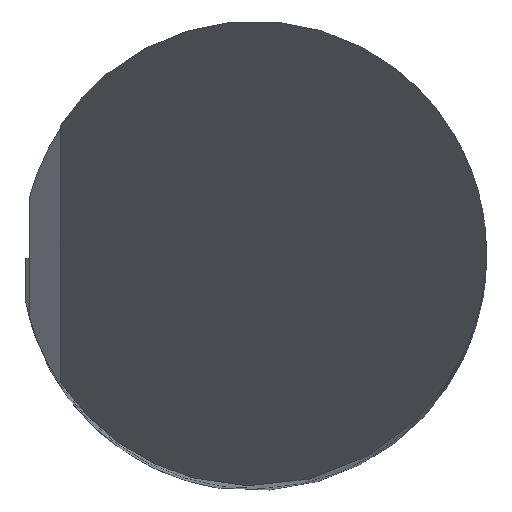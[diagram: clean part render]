
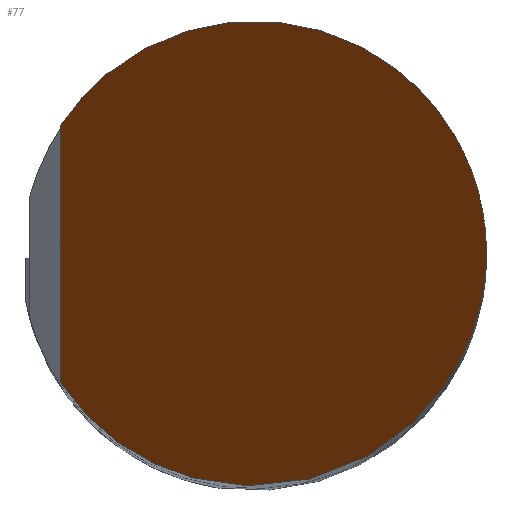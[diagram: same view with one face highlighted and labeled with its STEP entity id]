
A CAD part, top view. The second image highlights one B-rep face of the part: STEP entity #77.
In plain terms, the highlighted planar face has unit normal (-0.866, 0, 0.5).
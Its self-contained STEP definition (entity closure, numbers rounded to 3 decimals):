
#59=PLANE('',#396);
#77=ADVANCED_FACE('',(#100),#59,.F.);
#100=FACE_OUTER_BOUND('',#119,.T.);
#119=EDGE_LOOP('',(#211,#212));
#130=ELLIPSE('',#395,6.,3.);
#211=ORIENTED_EDGE('',*,*,#288,.F.);
#212=ORIENTED_EDGE('',*,*,#289,.T.);
#247=VERTEX_POINT('',#677);
#248=VERTEX_POINT('',#678);
#288=EDGE_CURVE('',#247,#248,#319,.T.);
#289=EDGE_CURVE('',#247,#248,#130,.T.);
#319=LINE('',#676,#348);
#348=VECTOR('',#478,1.);
#395=AXIS2_PLACEMENT_3D('',#679,#479,#480);
#396=AXIS2_PLACEMENT_3D('',#680,#481,#482);
#478=DIRECTION('',(0.,1.,0.));
#479=DIRECTION('',(-0.866,0.,0.5));
#480=DIRECTION('',(0.5,0.,0.866));
#481=DIRECTION('',(0.866,0.,-0.5));
#482=DIRECTION('',(-0.5,0.,-0.866));
#676=CARTESIAN_POINT('',(-2.5,-1.658,14.474));
#677=CARTESIAN_POINT('',(-2.5,-1.658,14.474));
#678=CARTESIAN_POINT('',(-2.5,1.658,14.474));
#679=CARTESIAN_POINT('',(0.,0.,18.804));
#680=CARTESIAN_POINT('',(3.,-3.6,24.));
